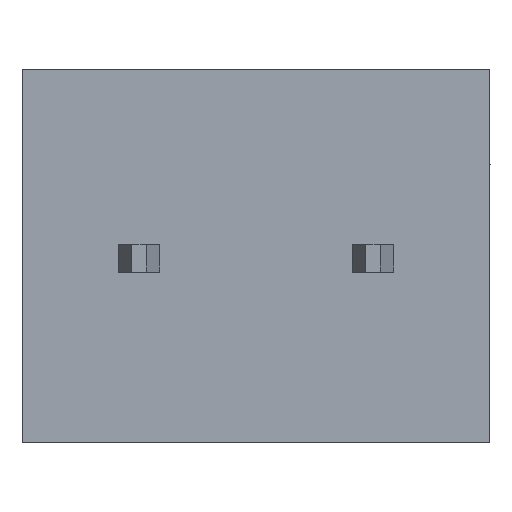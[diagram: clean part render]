
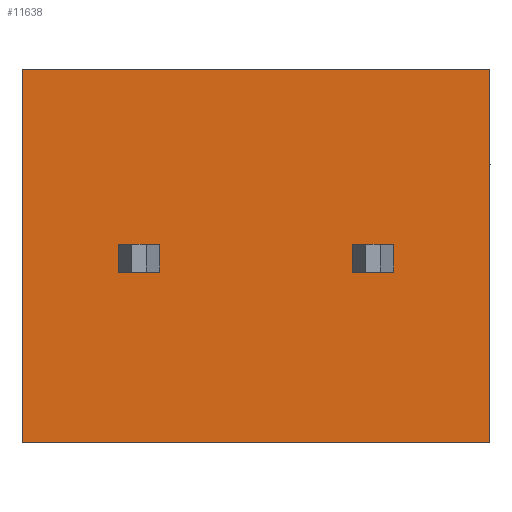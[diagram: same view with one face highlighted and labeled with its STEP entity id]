
A CAD part, front view. The second image highlights one B-rep face of the part: STEP entity #11638.
In plain terms, the highlighted planar face has unit normal (0, -1, 0).
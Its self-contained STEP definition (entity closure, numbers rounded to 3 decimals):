
#47 = CARTESIAN_POINT ( 'NONE',  ( -0.45, 0., 0.3 ) ) ;
#128 = EDGE_CURVE ( 'NONE', #15424, #11106, #18770, .T. ) ;
#682 = DIRECTION ( 'NONE',  ( 0., 0., 1. ) ) ;
#879 = LINE ( 'NONE', #8683, #23879 ) ;
#1081 = CARTESIAN_POINT ( 'NONE',  ( 0.45, 0., 0.3 ) ) ;
#1695 = LINE ( 'NONE', #5958, #9582 ) ;
#2056 = VECTOR ( 'NONE', #13386, 1000. ) ;
#2970 = LINE ( 'NONE', #4841, #25183 ) ;
#3738 = CARTESIAN_POINT ( 'NONE',  ( 4.63, 0., 0.3 ) ) ;
#3951 = DIRECTION ( 'NONE',  ( -1., 0., 0. ) ) ;
#4536 = EDGE_CURVE ( 'NONE', #16421, #15424, #4692, .T. ) ;
#4692 = LINE ( 'NONE', #20982, #4958 ) ;
#4841 = CARTESIAN_POINT ( 'NONE',  ( -2.54, 0., 4.1 ) ) ;
#4843 = EDGE_CURVE ( 'NONE', #23647, #13165, #1695, .T. ) ;
#4958 = VECTOR ( 'NONE', #6913, 1000. ) ;
#4994 = EDGE_CURVE ( 'NONE', #13165, #14141, #5395, .T. ) ;
#5395 = LINE ( 'NONE', #13423, #22180 ) ;
#5821 = VERTEX_POINT ( 'NONE', #19107 ) ;
#5958 = CARTESIAN_POINT ( 'NONE',  ( 4.63, 0., 0.3 ) ) ;
#6169 = ORIENTED_EDGE ( 'NONE', *, *, #4843, .F. ) ;
#6651 = EDGE_LOOP ( 'NONE', ( #19310, #25360, #22660, #12653 ) ) ;
#6913 = DIRECTION ( 'NONE',  ( 1., 0., 0. ) ) ;
#7283 = CARTESIAN_POINT ( 'NONE',  ( 4.63, 0., -0.3 ) ) ;
#7490 = VERTEX_POINT ( 'NONE', #12024 ) ;
#8121 = DIRECTION ( 'NONE',  ( 0., 0., -1. ) ) ;
#8683 = CARTESIAN_POINT ( 'NONE',  ( -0.45, 0., 0.3 ) ) ;
#8811 = DIRECTION ( 'NONE',  ( -1., 0., 0. ) ) ;
#8843 = ORIENTED_EDGE ( 'NONE', *, *, #23340, .F. ) ;
#9124 = LINE ( 'NONE', #11244, #24500 ) ;
#9582 = VECTOR ( 'NONE', #3951, 1000. ) ;
#9797 = ORIENTED_EDGE ( 'NONE', *, *, #16437, .F. ) ;
#10118 = EDGE_CURVE ( 'NONE', #16849, #5821, #9124, .T. ) ;
#10704 = ORIENTED_EDGE ( 'NONE', *, *, #4994, .F. ) ;
#10771 = ORIENTED_EDGE ( 'NONE', *, *, #11948, .F. ) ;
#11106 = VERTEX_POINT ( 'NONE', #21451 ) ;
#11244 = CARTESIAN_POINT ( 'NONE',  ( 7.62, 0., 4.1 ) ) ;
#11286 = CARTESIAN_POINT ( 'NONE',  ( 5.53, 0., 0.3 ) ) ;
#11638 = ADVANCED_FACE ( 'NONE', ( #23791, #15737, #13786 ), #21796, .T. ) ;
#11695 = LINE ( 'NONE', #25520, #23848 ) ;
#11826 = DIRECTION ( 'NONE',  ( 0., -1., 0. ) ) ;
#11948 = EDGE_CURVE ( 'NONE', #11106, #7490, #879, .T. ) ;
#12024 = CARTESIAN_POINT ( 'NONE',  ( -0.45, 0., 0.3 ) ) ;
#12223 = VECTOR ( 'NONE', #682, 1000. ) ;
#12653 = ORIENTED_EDGE ( 'NONE', *, *, #12867, .F. ) ;
#12867 = EDGE_CURVE ( 'NONE', #5821, #13726, #11695, .T. ) ;
#12901 = CARTESIAN_POINT ( 'NONE',  ( -2.54, 0., -4. ) ) ;
#13165 = VERTEX_POINT ( 'NONE', #3738 ) ;
#13257 = CARTESIAN_POINT ( 'NONE',  ( -0.45, 0., -0.3 ) ) ;
#13300 = VERTEX_POINT ( 'NONE', #23079 ) ;
#13386 = DIRECTION ( 'NONE',  ( 0., 0., 1. ) ) ;
#13423 = CARTESIAN_POINT ( 'NONE',  ( 4.63, 0., 0.3 ) ) ;
#13726 = VERTEX_POINT ( 'NONE', #12901 ) ;
#13786 = FACE_BOUND ( 'NONE', #14902, .T. ) ;
#14141 = VERTEX_POINT ( 'NONE', #20192 ) ;
#14499 = CARTESIAN_POINT ( 'NONE',  ( 7.62, 0., 4.1 ) ) ;
#14902 = EDGE_LOOP ( 'NONE', ( #6169, #9797, #8843, #10704 ) ) ;
#15032 = LINE ( 'NONE', #7283, #24024 ) ;
#15424 = VERTEX_POINT ( 'NONE', #15542 ) ;
#15542 = CARTESIAN_POINT ( 'NONE',  ( 0.45, 0., -0.3 ) ) ;
#15737 = FACE_BOUND ( 'NONE', #16720, .T. ) ;
#16421 = VERTEX_POINT ( 'NONE', #13257 ) ;
#16437 = EDGE_CURVE ( 'NONE', #13300, #23647, #21274, .T. ) ;
#16720 = EDGE_LOOP ( 'NONE', ( #10771, #17442, #16761, #23822 ) ) ;
#16761 = ORIENTED_EDGE ( 'NONE', *, *, #4536, .F. ) ;
#16849 = VERTEX_POINT ( 'NONE', #14499 ) ;
#17155 = DIRECTION ( 'NONE',  ( 0., 0., -1. ) ) ;
#17269 = DIRECTION ( 'NONE',  ( 1., 0., 0. ) ) ;
#17354 = DIRECTION ( 'NONE',  ( 0., 0., -1. ) ) ;
#17442 = ORIENTED_EDGE ( 'NONE', *, *, #128, .F. ) ;
#17863 = EDGE_CURVE ( 'NONE', #7490, #16421, #18145, .T. ) ;
#18141 = VERTEX_POINT ( 'NONE', #20587 ) ;
#18145 = LINE ( 'NONE', #47, #22897 ) ;
#18770 = LINE ( 'NONE', #1081, #12223 ) ;
#19107 = CARTESIAN_POINT ( 'NONE',  ( 7.62, 0., -4. ) ) ;
#19310 = ORIENTED_EDGE ( 'NONE', *, *, #10118, .F. ) ;
#19840 = DIRECTION ( 'NONE',  ( 0., 0., -1. ) ) ;
#20192 = CARTESIAN_POINT ( 'NONE',  ( 4.63, 0., -0.3 ) ) ;
#20587 = CARTESIAN_POINT ( 'NONE',  ( -2.54, 0., 4.1 ) ) ;
#20881 = DIRECTION ( 'NONE',  ( 1., 0., 0. ) ) ;
#20982 = CARTESIAN_POINT ( 'NONE',  ( -0.45, 0., -0.3 ) ) ;
#21274 = LINE ( 'NONE', #11286, #2056 ) ;
#21451 = CARTESIAN_POINT ( 'NONE',  ( 0.45, 0., 0.3 ) ) ;
#21452 = DIRECTION ( 'NONE',  ( 0., 0., 1. ) ) ;
#21662 = EDGE_CURVE ( 'NONE', #18141, #16849, #2970, .T. ) ;
#21692 = CARTESIAN_POINT ( 'NONE',  ( 5.53, 0., 0.3 ) ) ;
#21795 = DIRECTION ( 'NONE',  ( -1., 0., 0. ) ) ;
#21796 = PLANE ( 'NONE',  #24408 ) ;
#22180 = VECTOR ( 'NONE', #17354, 1000. ) ;
#22660 = ORIENTED_EDGE ( 'NONE', *, *, #23679, .F. ) ;
#22897 = VECTOR ( 'NONE', #8121, 1000. ) ;
#23079 = CARTESIAN_POINT ( 'NONE',  ( 5.53, 0., -0.3 ) ) ;
#23340 = EDGE_CURVE ( 'NONE', #14141, #13300, #15032, .T. ) ;
#23647 = VERTEX_POINT ( 'NONE', #21692 ) ;
#23679 = EDGE_CURVE ( 'NONE', #13726, #18141, #25694, .T. ) ;
#23791 = FACE_OUTER_BOUND ( 'NONE', #6651, .T. ) ;
#23822 = ORIENTED_EDGE ( 'NONE', *, *, #17863, .F. ) ;
#23848 = VECTOR ( 'NONE', #21795, 1000. ) ;
#23879 = VECTOR ( 'NONE', #8811, 1000. ) ;
#23985 = VECTOR ( 'NONE', #21452, 1000. ) ;
#24024 = VECTOR ( 'NONE', #17269, 1000. ) ;
#24408 = AXIS2_PLACEMENT_3D ( 'NONE', #25913, #11826, #19840 ) ;
#24500 = VECTOR ( 'NONE', #17155, 1000. ) ;
#25183 = VECTOR ( 'NONE', #20881, 1000. ) ;
#25360 = ORIENTED_EDGE ( 'NONE', *, *, #21662, .F. ) ;
#25520 = CARTESIAN_POINT ( 'NONE',  ( -2.54, 0., -4. ) ) ;
#25694 = LINE ( 'NONE', #25822, #23985 ) ;
#25822 = CARTESIAN_POINT ( 'NONE',  ( -2.54, 0., 4.1 ) ) ;
#25913 = CARTESIAN_POINT ( 'NONE',  ( 2.54, 0., 0.05 ) ) ;
